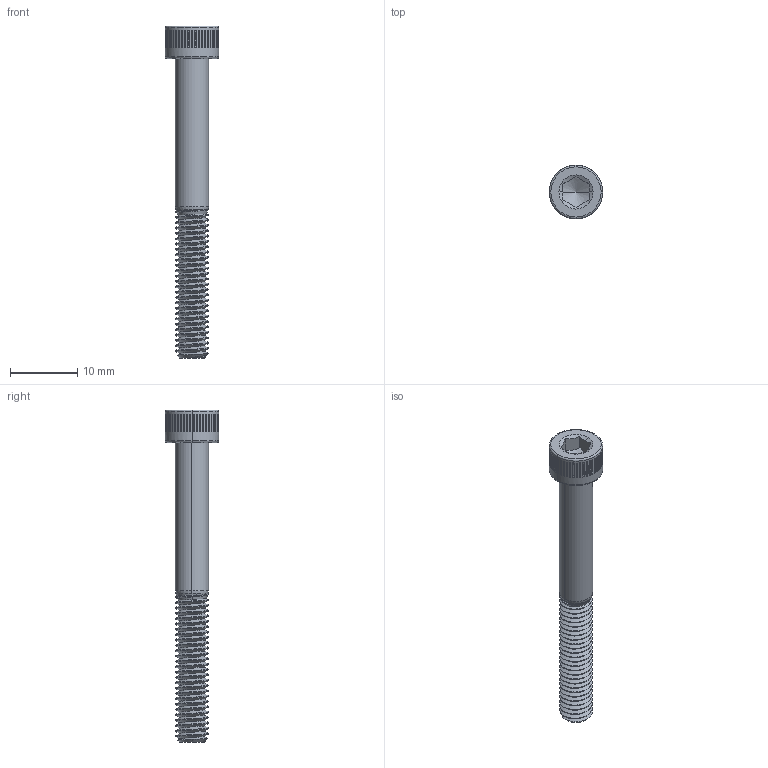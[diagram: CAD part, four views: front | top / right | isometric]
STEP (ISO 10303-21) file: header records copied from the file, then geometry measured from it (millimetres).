
FILE_DESCRIPTION (( 'STEP AP203' ), '1' );
FILE_NAME ('91251A352_Black-Oxide Alloy Steel Socket Head Screw.STEP', '2024-06-16T18:31:34', ( 'Administrator' ), ( 'Managed by Terraform' ), 'SwSTEP 2.0', 'SolidWorks 2017', '' );
FILE_SCHEMA (( 'CONFIG_CONTROL_DESIGN' ));
Length unit declared in the file: inch
Products named in the file (1): 91251A352_Black-Oxide Alloy Steel Socket Head Screw
Bounding box: 7.94 x 7.94 x 49.28 mm (x, y, z)
Volume: 952.2 mm3; surface area: 1114.7 mm2
Topology: 1 solids, 1 shells, 439 faces, 1149 edges, 762 vertices
Faces by surface type: plane 209, cone 111, cylinder 110, torus 6, bspline 3
Entity records: 18049 total; most frequent: CARTESIAN_POINT 7229, ORIENTED_EDGE 2294, DIRECTION 2203, EDGE_CURVE 1147, AXIS2_PLACEMENT_3D 764, VERTEX_POINT 762, LINE 675, VECTOR 675
